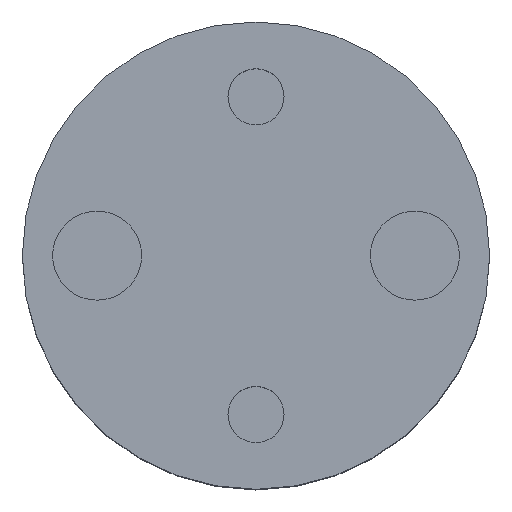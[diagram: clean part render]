
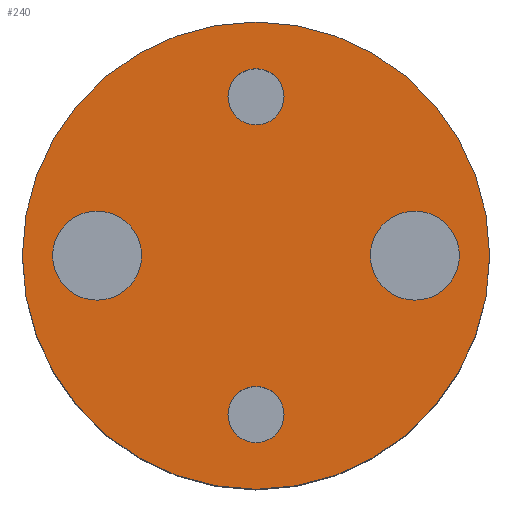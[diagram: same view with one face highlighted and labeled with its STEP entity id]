
A CAD part, top view. The second image highlights one B-rep face of the part: STEP entity #240.
In plain terms, the highlighted planar face has unit normal (0, 0, 1).
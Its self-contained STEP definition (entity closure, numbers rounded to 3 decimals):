
#19=FACE_BOUND('',#74,.T.);
#20=FACE_BOUND('',#75,.T.);
#21=FACE_BOUND('',#76,.T.);
#22=FACE_BOUND('',#77,.T.);
#31=PLANE('',#297);
#50=FACE_OUTER_BOUND('',#73,.T.);
#73=EDGE_LOOP('',(#208));
#74=EDGE_LOOP('',(#209));
#75=EDGE_LOOP('',(#210));
#76=EDGE_LOOP('',(#211));
#77=EDGE_LOOP('',(#212));
#97=CIRCLE('',#263,2.381);
#99=CIRCLE('',#267,2.381);
#101=CIRCLE('',#271,1.5);
#103=CIRCLE('',#275,1.5);
#114=CIRCLE('',#296,12.5);
#115=VERTEX_POINT('',#386);
#117=VERTEX_POINT('',#393);
#119=VERTEX_POINT('',#400);
#121=VERTEX_POINT('',#407);
#132=VERTEX_POINT('',#444);
#133=EDGE_CURVE('',#115,#115,#97,.T.);
#136=EDGE_CURVE('',#117,#117,#99,.T.);
#139=EDGE_CURVE('',#119,#119,#101,.T.);
#142=EDGE_CURVE('',#121,#121,#103,.T.);
#158=EDGE_CURVE('',#132,#132,#114,.T.);
#208=ORIENTED_EDGE('',*,*,#158,.T.);
#209=ORIENTED_EDGE('',*,*,#133,.T.);
#210=ORIENTED_EDGE('',*,*,#136,.T.);
#211=ORIENTED_EDGE('',*,*,#139,.T.);
#212=ORIENTED_EDGE('',*,*,#142,.T.);
#240=ADVANCED_FACE('',(#50,#19,#20,#21,#22),#31,.T.);
#263=AXIS2_PLACEMENT_3D('',#387,#303,#304);
#267=AXIS2_PLACEMENT_3D('',#394,#312,#313);
#271=AXIS2_PLACEMENT_3D('',#401,#321,#322);
#275=AXIS2_PLACEMENT_3D('',#408,#330,#331);
#296=AXIS2_PLACEMENT_3D('',#445,#377,#378);
#297=AXIS2_PLACEMENT_3D('',#447,#380,#381);
#303=DIRECTION('center_axis',(0.,0.,-1.));
#304=DIRECTION('ref_axis',(1.,0.,0.));
#312=DIRECTION('center_axis',(0.,0.,-1.));
#313=DIRECTION('ref_axis',(1.,0.,0.));
#321=DIRECTION('center_axis',(0.,0.,-1.));
#322=DIRECTION('ref_axis',(1.,0.,0.));
#330=DIRECTION('center_axis',(0.,0.,-1.));
#331=DIRECTION('ref_axis',(1.,0.,0.));
#377=DIRECTION('center_axis',(0.,0.,1.));
#378=DIRECTION('ref_axis',(1.,0.,0.));
#380=DIRECTION('center_axis',(0.,0.,1.));
#381=DIRECTION('ref_axis',(1.,0.,0.));
#386=CARTESIAN_POINT('',(-10.881,0.,52.));
#387=CARTESIAN_POINT('Origin',(-8.5,0.,52.));
#393=CARTESIAN_POINT('',(6.119,0.,52.));
#394=CARTESIAN_POINT('Origin',(8.5,0.,52.));
#400=CARTESIAN_POINT('',(-1.5,8.5,52.));
#401=CARTESIAN_POINT('Origin',(0.,8.5,52.));
#407=CARTESIAN_POINT('',(-1.5,-8.5,52.));
#408=CARTESIAN_POINT('Origin',(0.,-8.5,52.));
#444=CARTESIAN_POINT('',(-12.5,0.,52.));
#445=CARTESIAN_POINT('Origin',(0.,0.,52.));
#447=CARTESIAN_POINT('Origin',(0.,0.,52.));
